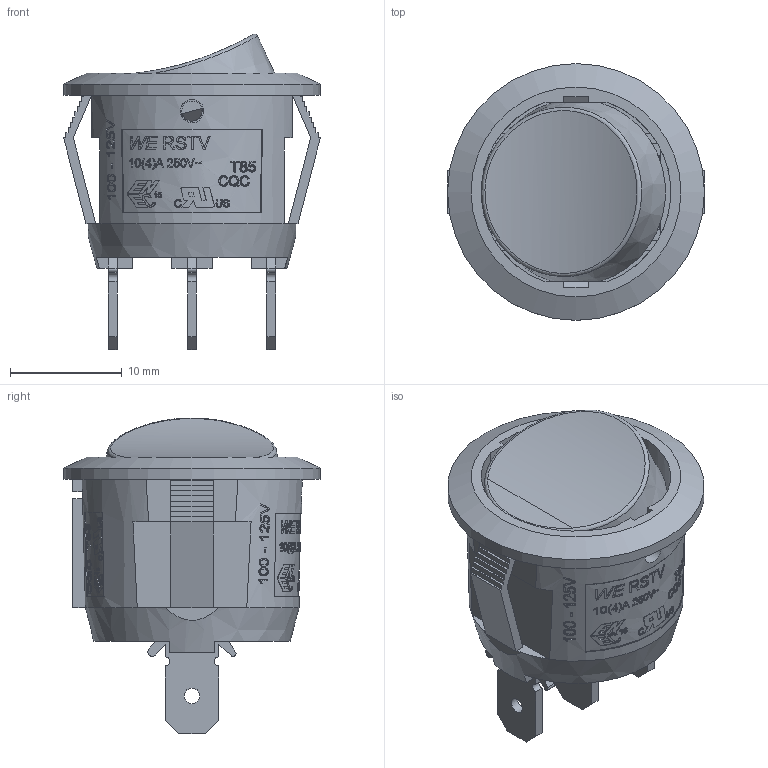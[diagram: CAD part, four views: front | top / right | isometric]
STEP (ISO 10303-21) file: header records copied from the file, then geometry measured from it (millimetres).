
FILE_DESCRIPTION(/* description */ ('Unknown'),/* implementation_level */ '2;1');
FILE_NAME(/* name */ '471NS03268640',/* time_stamp */ '2020-09-24T08:34:14+02:00',/* author */ ('Unknown'),/* organization */ ('Unknown'),/* preprocessor_version */ 'ST-DEVELOPER v16.7',/* originating_system */ 'DEX',/* authorisation */ $);
FILE_SCHEMA (('AUTOMOTIVE_DESIGN {1 0 10303 214 3 1 1}'));
Length unit declared in the file: millimetre
Products named in the file (3): 471NS03268540; Frame; Actuator
Assembly tree (2 placements, depth 2):
  471NS03268540
    Frame
    Actuator
Bounding box: 23 x 23 x 28.3 mm (x, y, z)
Volume: 2536 mm3; surface area: 4558.7 mm2
Topology: 5 solids, 5 shells, 902 faces, 2358 edges, 1565 vertices
Faces by surface type: plane 342, bspline 340, cone 195, cylinder 25
Full cylindrical faces by diameter (mm): 1.4 x3, 1.8 x2, 2.1 x2, 23 x1
Entity records: 44786 total; most frequent: CARTESIAN_POINT 19388, ORIENTED_EDGE 4644, DIRECTION 2872, EDGE_CURVE 2322, VERTEX_POINT 1559, LINE 1082, VECTOR 1082, EDGE_LOOP 1049
